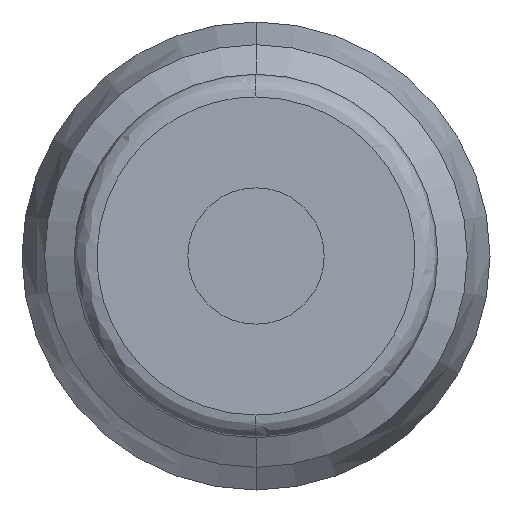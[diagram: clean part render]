
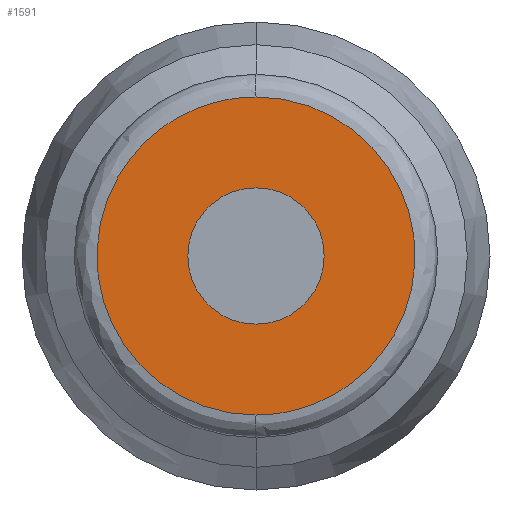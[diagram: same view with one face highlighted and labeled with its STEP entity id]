
A CAD part, front view. The second image highlights one B-rep face of the part: STEP entity #1591.
In plain terms, the highlighted planar face has unit normal (0, -1, 0).
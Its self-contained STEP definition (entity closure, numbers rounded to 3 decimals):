
#1 = EDGE_LOOP ( 'NONE', ( #888, #1551 ) ) ;
#47 = EDGE_CURVE ( 'NONE', #153, #1137, #929, .T. ) ;
#57 = CARTESIAN_POINT ( 'NONE',  ( 0., 0., -3.5 ) ) ;
#73 = CARTESIAN_POINT ( 'NONE',  ( 0., 0., 3.5 ) ) ;
#153 = VERTEX_POINT ( 'NONE', #1295 ) ;
#162 = CARTESIAN_POINT ( 'NONE',  ( 0., 0., 3.5 ) ) ;
#168 = EDGE_CURVE ( 'NONE', #1137, #153, #860, .T. ) ;
#172 = FACE_BOUND ( 'NONE', #1, .T. ) ;
#260 = CARTESIAN_POINT ( 'NONE',  ( 0., 0., -3.5 ) ) ;
#329 = CARTESIAN_POINT ( 'NONE',  ( 0., 0., -3.5 ) ) ;
#447 = VERTEX_POINT ( 'NONE', #73 ) ;
#529 =( BOUNDED_CURVE ( )  B_SPLINE_CURVE ( 3, ( #784, #1224, #1371, #57 ),
 .UNSPECIFIED., .F., .T. ) 
 B_SPLINE_CURVE_WITH_KNOTS ( ( 4, 4 ),
 ( 0., 1. ),
 .UNSPECIFIED. ) 
 CURVE ( )  GEOMETRIC_REPRESENTATION_ITEM ( )  RATIONAL_B_SPLINE_CURVE ( ( 0.957, 0.319, 0.319, 0.957 ) ) 
 REPRESENTATION_ITEM ( '' )  );
#576 = EDGE_CURVE ( 'NONE', #447, #1368, #529, .T. ) ;
#619 = DIRECTION ( 'NONE',  ( 0., 0., -1. ) ) ;
#626 = AXIS2_PLACEMENT_3D ( 'NONE', #1218, #1492, #619 ) ;
#660 = CARTESIAN_POINT ( 'NONE',  ( -3.542, 0., 3.542 ) ) ;
#689 = CARTESIAN_POINT ( 'NONE',  ( 0., 0., 0. ) ) ;
#714 =( BOUNDED_CURVE ( )  B_SPLINE_CURVE ( 3, ( #260, #1026, #1782, #162 ),
 .UNSPECIFIED., .F., .F. ) 
 B_SPLINE_CURVE_WITH_KNOTS ( ( 4, 4 ),
 ( 0., 1. ),
 .UNSPECIFIED. ) 
 CURVE ( )  GEOMETRIC_REPRESENTATION_ITEM ( )  RATIONAL_B_SPLINE_CURVE ( ( 0.957, 0.319, 0.319, 0.957 ) ) 
 REPRESENTATION_ITEM ( '' )  );
#721 = ORIENTED_EDGE ( 'NONE', *, *, #1194, .F. ) ;
#784 = CARTESIAN_POINT ( 'NONE',  ( 0., 0., 3.5 ) ) ;
#799 = PLANE ( 'NONE',  #1424 ) ;
#860 = CIRCLE ( 'NONE', #1575, 1.5 ) ;
#888 = ORIENTED_EDGE ( 'NONE', *, *, #47, .T. ) ;
#929 = CIRCLE ( 'NONE', #626, 1.5 ) ;
#1026 = CARTESIAN_POINT ( 'NONE',  ( -7., 0., -3.5 ) ) ;
#1137 = VERTEX_POINT ( 'NONE', #1833 ) ;
#1194 = EDGE_CURVE ( 'NONE', #1368, #447, #714, .T. ) ;
#1218 = CARTESIAN_POINT ( 'NONE',  ( 0., 0., 0. ) ) ;
#1224 = CARTESIAN_POINT ( 'NONE',  ( 7., 0., 3.5 ) ) ;
#1251 = DIRECTION ( 'NONE',  ( 0., 0., -1. ) ) ;
#1290 = DIRECTION ( 'NONE',  ( 0., 0., -1. ) ) ;
#1295 = CARTESIAN_POINT ( 'NONE',  ( 0., 0., -1.5 ) ) ;
#1368 = VERTEX_POINT ( 'NONE', #329 ) ;
#1371 = CARTESIAN_POINT ( 'NONE',  ( 7., 0., -3.5 ) ) ;
#1413 = ORIENTED_EDGE ( 'NONE', *, *, #576, .F. ) ;
#1424 = AXIS2_PLACEMENT_3D ( 'NONE', #660, #1862, #1251 ) ;
#1492 = DIRECTION ( 'NONE',  ( 0., 1., 0. ) ) ;
#1551 = ORIENTED_EDGE ( 'NONE', *, *, #168, .T. ) ;
#1575 = AXIS2_PLACEMENT_3D ( 'NONE', #689, #1738, #1290 ) ;
#1591 = ADVANCED_FACE ( 'NONE', ( #1761, #172 ), #799, .T. ) ;
#1738 = DIRECTION ( 'NONE',  ( 0., 1., 0. ) ) ;
#1761 = FACE_OUTER_BOUND ( 'NONE', #1879, .T. ) ;
#1782 = CARTESIAN_POINT ( 'NONE',  ( -7., 0., 3.5 ) ) ;
#1833 = CARTESIAN_POINT ( 'NONE',  ( 0., 0., 1.5 ) ) ;
#1862 = DIRECTION ( 'NONE',  ( 0., -1., 0. ) ) ;
#1879 = EDGE_LOOP ( 'NONE', ( #1413, #721 ) ) ;
